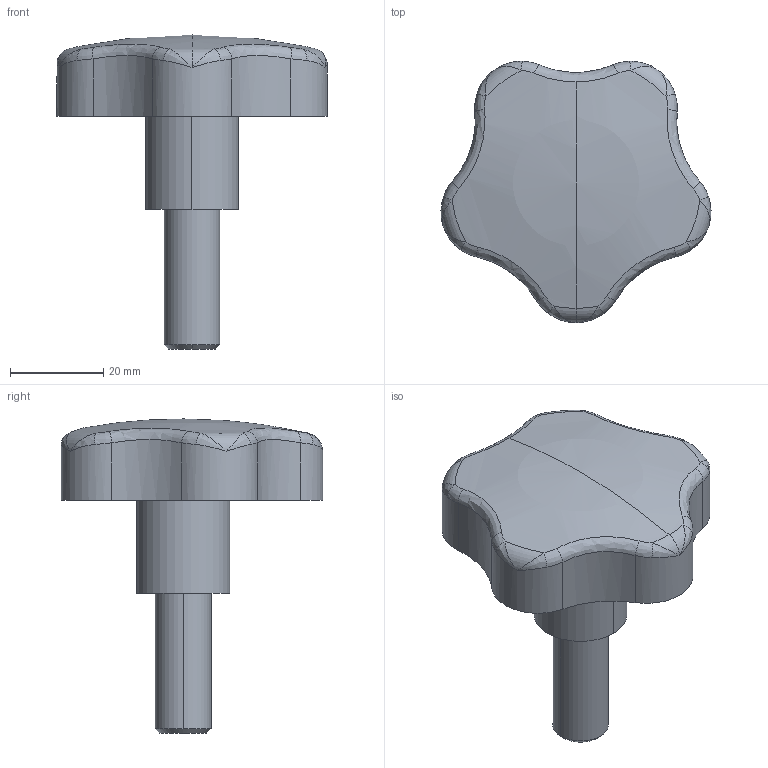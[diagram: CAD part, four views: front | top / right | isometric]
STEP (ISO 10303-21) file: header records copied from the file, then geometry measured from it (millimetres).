
FILE_DESCRIPTION(('STEP AP214'),'1');
FILE_NAME(' ',' ',('TraceParts'),('TraceParts S.A.'),'XStep 1.0',' ',' ');
FILE_SCHEMA(('automotive_design'));
Length unit declared in the file: millimetre
Products named in the file (1): 1
Bounding box: 58.03 x 56.18 x 67.5 mm (x, y, z)
Volume: 28548.7 mm3; surface area: 11922.8 mm2
Topology: 1 solids, 1 shells, 63 faces, 160 edges, 90 vertices
Faces by surface type: bspline 25, cylinder 24, torus 6, plane 4, sphere 2, cone 2
Entity records: 5240 total; most frequent: CARTESIAN_POINT 2196, STYLED_ITEM 302, PRESENTATION_STYLE_ASSIGNMENT 302, COLOUR_RGB 302, ORIENTED_EDGE 296, DIRECTION 246, EDGE_CURVE 148, CURVE_STYLE 148
